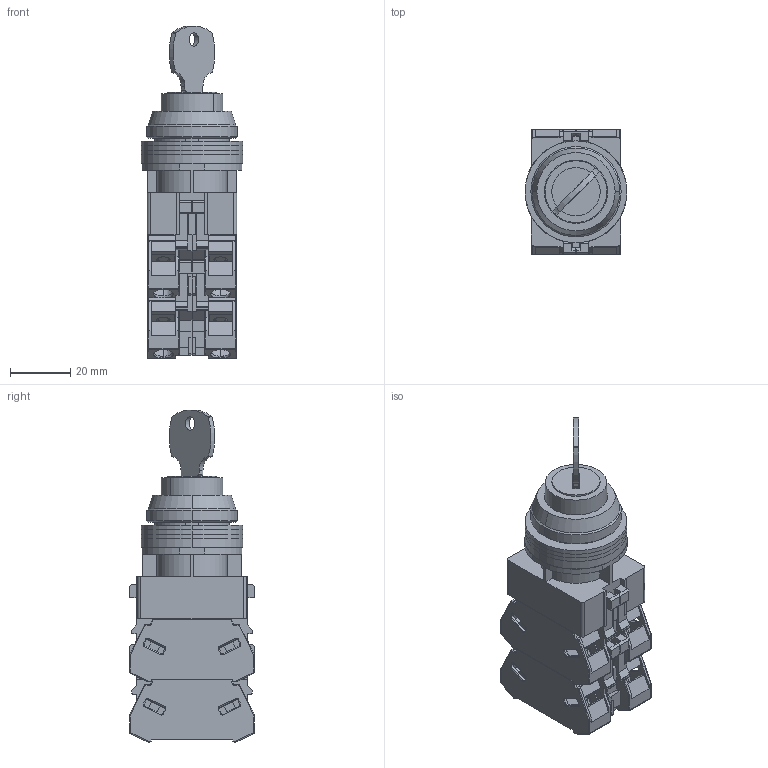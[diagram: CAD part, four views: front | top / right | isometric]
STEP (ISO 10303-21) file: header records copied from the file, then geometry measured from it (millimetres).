
FILE_DESCRIPTION (( 'STEP AP203' ), '1' );
FILE_NAME ('141_ASS[2][3]($)KxxN-($$$).STEP', '2020-11-20T06:57:08', ( '' ), ( '' ), 'SwSTEP 2.0', 'SolidWorks 2019', '' );
FILE_SCHEMA (( 'CONFIG_CONTROL_DESIGN' ));
Length unit declared in the file: millimetre
Products named in the file (8): HW-Uxx(R)_蹬怮椔; ALS_BODY_蹬怮椔; 141_ASS[2][3]($)KxxN-($$$); OW-22_蹬怮椔; OW-21_蹬怮椔; OG-22_蹬怮椔; CYLINDER_CV_蹬怮椔; TW-SK-0_蹬怮椔
Assembly tree (12 placements, depth 2):
  141_ASS[2][3]($)KxxN-($$$)
    ALS_BODY_蹬怮椔
    OW-22_蹬怮椔
    OW-21_蹬怮椔  x3
    OG-22_蹬怮椔
    CYLINDER_CV_蹬怮椔
    TW-SK-0_蹬怮椔
    HW-Uxx(R)_蹬怮椔  x4
Bounding box: 33.8 x 41.4 x 110.2 mm (x, y, z)
Volume: 79412.9 mm3; surface area: 36515 mm2
Topology: 12 solids, 12 shells, 1224 faces, 3342 edges, 2146 vertices
Faces by surface type: plane 724, cylinder 334, bspline 144, cone 22
Entity records: 14391 total; most frequent: CARTESIAN_POINT 3170, ORIENTED_EDGE 2200, DIRECTION 2080, EDGE_CURVE 1100, LINE 782, VECTOR 782, VERTEX_POINT 714, AXIS2_PLACEMENT_3D 649
